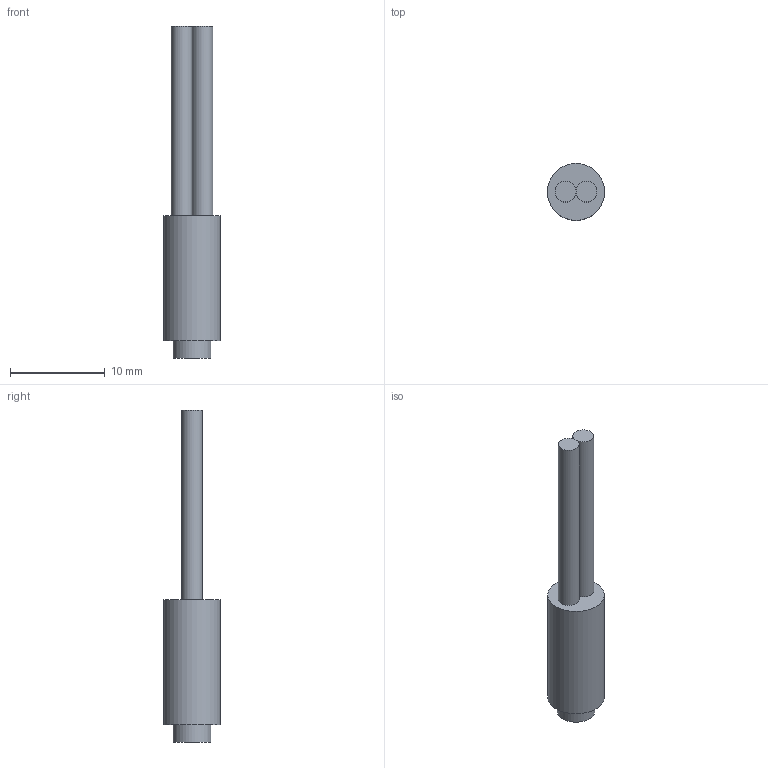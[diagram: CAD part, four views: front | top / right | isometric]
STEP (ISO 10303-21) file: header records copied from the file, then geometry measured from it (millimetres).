
FILE_DESCRIPTION(/* description */ (''),/* implementation_level */ '2;1');
FILE_NAME(/* name */ 'LT208052.stp',/* time_stamp */ '2016-10-06T14:33:24+02:00',/* author */ ('mitarbeiter'),/* organization */ (''),/* preprocessor_version */ 'ST-DEVELOPER v15.2',/* originating_system */ 'Autodesk Inventor 2014',/* authorisation */ '');
FILE_SCHEMA (('AUTOMOTIVE_DESIGN { 1 0 10303 214 3 1 1 }'));
Length unit declared in the file: millimetre
Products named in the file (1): LT208052
Bounding box: 6 x 6 x 35 mm (x, y, z)
Volume: 547.9 mm3; surface area: 604.4 mm2
Topology: 1 solids, 1 shells, 9 faces, 13 edges, 9 vertices
Faces by surface type: plane 5, cylinder 4
Full cylindrical faces by diameter (mm): 2.2 x2, 4 x1, 6 x1
Entity records: 209 total; most frequent: DIRECTION 40, CARTESIAN_POINT 29, ORIENTED_EDGE 20, AXIS2_PLACEMENT_3D 19, EDGE_LOOP 13, FACE_OUTER_BOUND 9, CIRCLE 9, EDGE_CURVE 9
